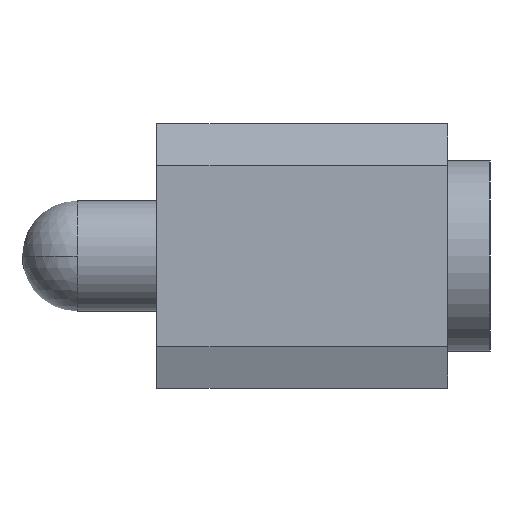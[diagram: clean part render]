
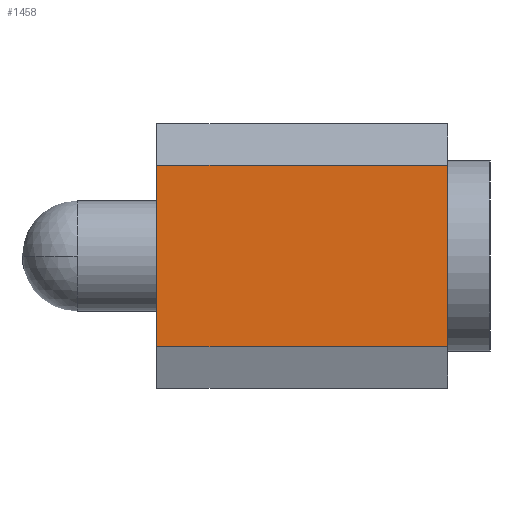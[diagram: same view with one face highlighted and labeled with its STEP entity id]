
A CAD part, left-side view. The second image highlights one B-rep face of the part: STEP entity #1458.
In plain terms, the highlighted planar face has unit normal (-1, 0, 0).
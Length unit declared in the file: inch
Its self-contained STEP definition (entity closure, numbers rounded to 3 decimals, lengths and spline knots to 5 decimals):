
#49 = CARTESIAN_POINT ( 'NONE',  ( -0.01203, 0., -0.01575 ) ) ;
#66 = DIRECTION ( 'NONE',  ( 0., 0., 1. ) ) ;
#156 = VERTEX_POINT ( 'NONE', #2008 ) ;
#162 = EDGE_LOOP ( 'NONE', ( #1683, #991, #1628, #1963 ) ) ;
#240 = PLANE ( 'NONE',  #1548 ) ;
#332 = DIRECTION ( 'NONE',  ( 0., 1., 0. ) ) ;
#431 = CARTESIAN_POINT ( 'NONE',  ( -0.01203, -0.11, -0.08425 ) ) ;
#442 = FACE_OUTER_BOUND ( 'NONE', #162, .T. ) ;
#487 = LINE ( 'NONE', #640, #517 ) ;
#517 = VECTOR ( 'NONE', #332, 39.37008 ) ;
#600 = DIRECTION ( 'NONE',  ( -1., 0., 0. ) ) ;
#636 = EDGE_CURVE ( 'NONE', #903, #2122, #1381, .T. ) ;
#640 = CARTESIAN_POINT ( 'NONE',  ( -0.01203, -0.11, -0.01575 ) ) ;
#725 = CARTESIAN_POINT ( 'NONE',  ( -0.01203, -0.11, -0.08425 ) ) ;
#726 = DIRECTION ( 'NONE',  ( 0., 0., 1. ) ) ;
#805 = VECTOR ( 'NONE', #1060, 39.37008 ) ;
#826 = CARTESIAN_POINT ( 'NONE',  ( -0.01203, -0.11, -0.01575 ) ) ;
#840 = VERTEX_POINT ( 'NONE', #826 ) ;
#903 = VERTEX_POINT ( 'NONE', #2118 ) ;
#904 = EDGE_CURVE ( 'NONE', #840, #2122, #487, .T. ) ;
#991 = ORIENTED_EDGE ( 'NONE', *, *, #1146, .F. ) ;
#1060 = DIRECTION ( 'NONE',  ( 0., 1., 0. ) ) ;
#1146 = EDGE_CURVE ( 'NONE', #156, #903, #1601, .T. ) ;
#1302 = EDGE_CURVE ( 'NONE', #156, #840, #2138, .T. ) ;
#1314 = CARTESIAN_POINT ( 'NONE',  ( -0.01203, -0.11, -0.08425 ) ) ;
#1381 = LINE ( 'NONE', #1565, #1867 ) ;
#1458 = ADVANCED_FACE ( 'NONE', ( #442 ), #240, .T. ) ;
#1548 = AXIS2_PLACEMENT_3D ( 'NONE', #725, #600, #66 ) ;
#1565 = CARTESIAN_POINT ( 'NONE',  ( -0.01203, 0., -0.08425 ) ) ;
#1601 = LINE ( 'NONE', #431, #805 ) ;
#1628 = ORIENTED_EDGE ( 'NONE', *, *, #1302, .T. ) ;
#1683 = ORIENTED_EDGE ( 'NONE', *, *, #636, .F. ) ;
#1814 = DIRECTION ( 'NONE',  ( 0., 0., 1. ) ) ;
#1867 = VECTOR ( 'NONE', #726, 39.37008 ) ;
#1952 = VECTOR ( 'NONE', #1814, 39.37008 ) ;
#1963 = ORIENTED_EDGE ( 'NONE', *, *, #904, .T. ) ;
#2008 = CARTESIAN_POINT ( 'NONE',  ( -0.01203, -0.11, -0.08425 ) ) ;
#2118 = CARTESIAN_POINT ( 'NONE',  ( -0.01203, 0., -0.08425 ) ) ;
#2122 = VERTEX_POINT ( 'NONE', #49 ) ;
#2138 = LINE ( 'NONE', #1314, #1952 ) ;
